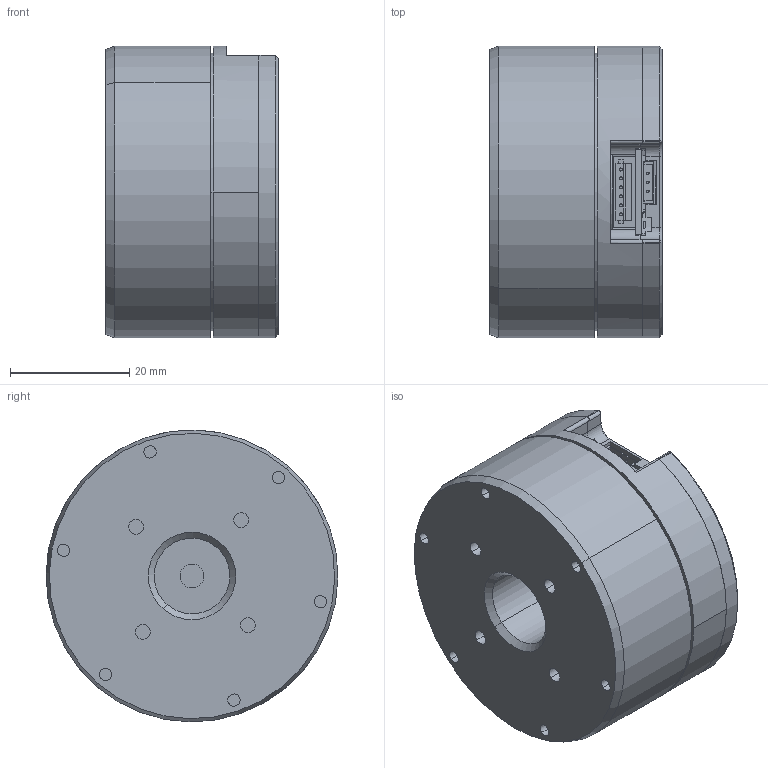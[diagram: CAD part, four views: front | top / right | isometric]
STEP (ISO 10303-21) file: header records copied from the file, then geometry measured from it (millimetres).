
FILE_DESCRIPTION (( 'STEP AP214' ), '1' );
FILE_NAME ('MS5010-3D.STEP', '2022-06-11T06:41:07', ( '' ), ( '' ), 'SwSTEP 2.0', 'SolidWorks 2018', '' );
FILE_SCHEMA (( 'AUTOMOTIVE_DESIGN' ));
Length unit declared in the file: millimetre
Products named in the file (2): MS5010-3D
Bounding box: 28.9 x 49 x 49 mm (x, y, z)
Volume: 38695.6 mm3; surface area: 21546.7 mm2
Topology: 21 solids, 21 shells, 831 faces, 2125 edges, 1382 vertices
Faces by surface type: plane 390, cylinder 289, bspline 84, cone 60, torus 6, sphere 2
Entity records: 37698 total; most frequent: CARTESIAN_POINT 8492, ORIENTED_EDGE 4210, DIRECTION 3946, EDGE_CURVE 2105, AXIS2_PLACEMENT_3D 1404, VERTEX_POINT 1382, LINE 1138, VECTOR 1138
